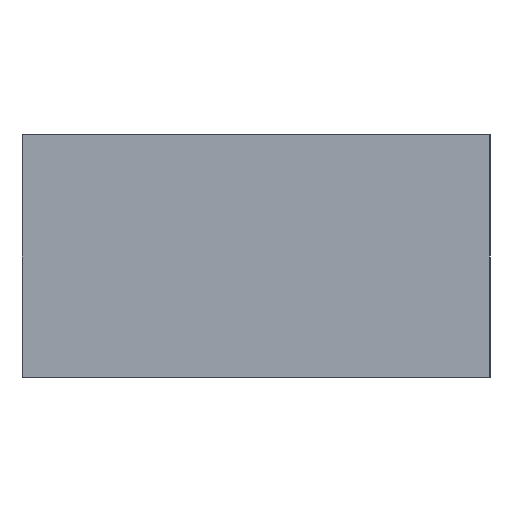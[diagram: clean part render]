
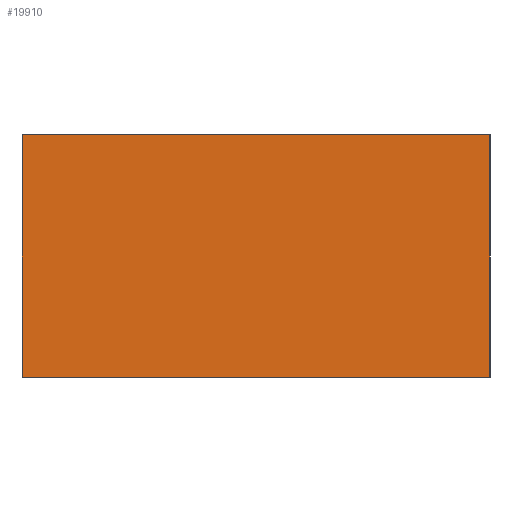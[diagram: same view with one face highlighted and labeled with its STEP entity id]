
A CAD part, left-side view. The second image highlights one B-rep face of the part: STEP entity #19910.
In plain terms, the highlighted free-form (B-spline) face has degree [1, 1] with [2, 2] control points.
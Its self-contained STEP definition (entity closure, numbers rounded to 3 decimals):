
#4870 = CARTESIAN_POINT ('', (-31., 54., 28.));
#4880 = VERTEX_POINT ('', #4870);
#4940 = CARTESIAN_POINT ('', (-31., 0., 28.));
#4950 = VERTEX_POINT ('', #4940);
#4960 = CARTESIAN_POINT ('', (-31., 54., 28.));
#4970 = CARTESIAN_POINT ('', (-31., 0., 28.));
#4980 = B_SPLINE_CURVE_WITH_KNOTS ('', 1, (#4960, #4970), .UNSPECIFIED., .F., .U., (2, 2), (0., 1.), .UNSPECIFIED.);
#4990 = EDGE_CURVE ('', #4880, #4950, #4980, .T.);
#15790 = CARTESIAN_POINT ('', (-31., 54., 0.));
#15800 = VERTEX_POINT ('', #15790);
#15880 = CARTESIAN_POINT ('', (-31., 54., 28.));
#15890 = CARTESIAN_POINT ('', (-31., 54., 0.));
#15900 = B_SPLINE_CURVE_WITH_KNOTS ('', 1, (#15880, #15890), .UNSPECIFIED., .F., .U., (2, 2), (0., 1.), .UNSPECIFIED.);
#15910 = EDGE_CURVE ('', #4880, #15800, #15900, .T.);
#19700 = CARTESIAN_POINT ('', (-31., 0., 0.));
#19710 = VERTEX_POINT ('', #19700);
#19720 = CARTESIAN_POINT ('', (-31., 0., 0.));
#19730 = CARTESIAN_POINT ('', (-31., 54., 0.));
#19740 = B_SPLINE_CURVE_WITH_KNOTS ('', 1, (#19720, #19730), .UNSPECIFIED., .F., .U., (2, 2), (0., 1.), .UNSPECIFIED.);
#19750 = EDGE_CURVE ('', #19710, #15800, #19740, .T.);
#19760 = ORIENTED_EDGE ('', *, *, #19750, .F.);
#19770 = CARTESIAN_POINT ('', (-31., 0., 28.));
#19780 = CARTESIAN_POINT ('', (-31., 0., 0.));
#19790 = B_SPLINE_CURVE_WITH_KNOTS ('', 1, (#19770, #19780), .UNSPECIFIED., .F., .U., (2, 2), (0., 1.), .UNSPECIFIED.);
#19800 = EDGE_CURVE ('', #4950, #19710, #19790, .T.);
#19810 = ORIENTED_EDGE ('', *, *, #19800, .F.);
#19820 = ORIENTED_EDGE ('', *, *, #4990, .F.);
#19830 = ORIENTED_EDGE ('', *, *, #15910, .T.);
#19840 = EDGE_LOOP ('', (#19760, #19810, #19820, #19830));
#19850 = FACE_OUTER_BOUND ('', #19840, .T.);
#19860 = CARTESIAN_POINT ('', (-31., 54., 0.));
#19870 = CARTESIAN_POINT ('', (-31., 54., 28.));
#19880 = CARTESIAN_POINT ('', (-31., 0., 0.));
#19890 = CARTESIAN_POINT ('', (-31., 0., 28.));
#19900 = B_SPLINE_SURFACE_WITH_KNOTS ('', 1, 1, ((#19860, #19870), (#19880, #19890)), .UNSPECIFIED., .F., .F., .U., (2, 2), (2, 2), (0., 1.), (0., 1.), .UNSPECIFIED.);
#19910 = ADVANCED_FACE ('', (#19850), #19900, .T.);
